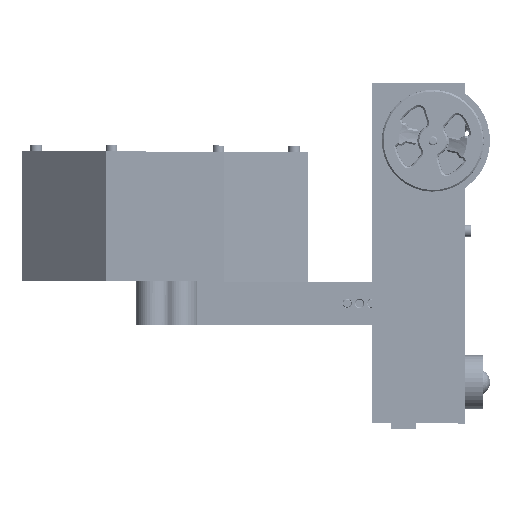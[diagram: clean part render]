
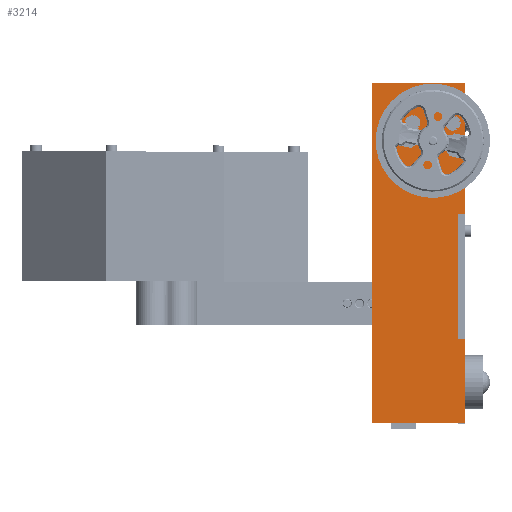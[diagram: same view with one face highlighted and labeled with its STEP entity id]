
A CAD part, left-side view. The second image highlights one B-rep face of the part: STEP entity #3214.
In plain terms, the highlighted planar face has unit normal (-1, 0, 0).
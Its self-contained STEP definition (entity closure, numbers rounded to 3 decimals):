
#2=DIRECTION('',(0.,0.,1.));
#3=VECTOR('',#2,110.);
#4=CARTESIAN_POINT('',(-52.5,0.,-50.));
#5=LINE('',#4,#3);
#34=CARTESIAN_POINT('',(-52.5,-13.25,26.95));
#35=DIRECTION('',(1.,0.,0.));
#36=DIRECTION('',(0.,0.,-1.));
#37=AXIS2_PLACEMENT_3D('',#34,#35,#36);
#39=CARTESIAN_POINT('',(-52.5,-13.25,26.95));
#40=DIRECTION('',(1.,0.,0.));
#41=DIRECTION('',(0.,0.,1.));
#42=AXIS2_PLACEMENT_3D('',#39,#40,#41);
#44=CARTESIAN_POINT('',(-52.5,-13.25,46.95));
#45=DIRECTION('',(1.,0.,0.));
#46=DIRECTION('',(0.,0.,-1.));
#47=AXIS2_PLACEMENT_3D('',#44,#45,#46);
#49=CARTESIAN_POINT('',(-52.5,-13.25,46.95));
#50=DIRECTION('',(1.,0.,0.));
#51=DIRECTION('',(0.,0.,1.));
#52=AXIS2_PLACEMENT_3D('',#49,#50,#51);
#54=CARTESIAN_POINT('',(-52.5,-26.25,26.95));
#55=DIRECTION('',(1.,0.,0.));
#56=DIRECTION('',(0.,0.,1.));
#57=AXIS2_PLACEMENT_3D('',#54,#55,#56);
#59=CARTESIAN_POINT('',(-52.5,-26.25,26.95));
#60=DIRECTION('',(1.,0.,0.));
#61=DIRECTION('',(0.,0.,-1.));
#62=AXIS2_PLACEMENT_3D('',#59,#60,#61);
#64=CARTESIAN_POINT('',(-52.5,-26.25,46.95));
#65=DIRECTION('',(1.,0.,0.));
#66=DIRECTION('',(0.,0.,1.));
#67=AXIS2_PLACEMENT_3D('',#64,#65,#66);
#69=CARTESIAN_POINT('',(-52.5,-26.25,46.95));
#70=DIRECTION('',(1.,0.,0.));
#71=DIRECTION('',(0.,0.,-1.));
#72=AXIS2_PLACEMENT_3D('',#69,#70,#71);
#74=DIRECTION('',(0.,0.,1.));
#75=VECTOR('',#74,40.5);
#76=CARTESIAN_POINT('',(-52.5,-28.,-23.));
#77=LINE('',#76,#75);
#78=DIRECTION('',(0.,1.,0.));
#79=VECTOR('',#78,2.);
#80=CARTESIAN_POINT('',(-52.5,-30.,-23.));
#81=LINE('',#80,#79);
#82=DIRECTION('',(0.,-1.,0.));
#83=VECTOR('',#82,30.);
#84=CARTESIAN_POINT('',(-52.5,0.,-50.));
#85=LINE('',#84,#83);
#86=DIRECTION('',(0.,1.,0.));
#87=VECTOR('',#86,10.25);
#88=CARTESIAN_POINT('',(-52.5,-30.,43.2));
#89=LINE('',#88,#87);
#90=CARTESIAN_POINT('',(-52.5,-19.75,41.2));
#91=DIRECTION('',(1.,0.,0.));
#92=DIRECTION('',(0.,0.,-1.));
#93=AXIS2_PLACEMENT_3D('',#90,#91,#92);
#95=DIRECTION('',(0.,1.,0.));
#96=VECTOR('',#95,10.25);
#97=CARTESIAN_POINT('',(-52.5,-30.,39.2));
#98=LINE('',#97,#96);
#99=DIRECTION('',(0.,1.,0.));
#100=VECTOR('',#99,2.);
#101=CARTESIAN_POINT('',(-52.5,-30.,17.5));
#102=LINE('',#101,#100);
#678=DIRECTION('',(0.,0.,1.));
#679=VECTOR('',#678,16.8);
#680=CARTESIAN_POINT('',(-52.5,-30.,43.2));
#681=LINE('',#680,#679);
#718=DIRECTION('',(0.,0.,1.));
#719=VECTOR('',#718,27.);
#720=CARTESIAN_POINT('',(-52.5,-30.,-50.));
#721=LINE('',#720,#719);
#738=DIRECTION('',(0.,0.,1.));
#739=VECTOR('',#738,21.7);
#740=CARTESIAN_POINT('',(-52.5,-30.,17.5));
#741=LINE('',#740,#739);
#866=DIRECTION('',(0.,-1.,0.));
#867=VECTOR('',#866,30.);
#868=CARTESIAN_POINT('',(-52.5,0.,60.));
#869=LINE('',#868,#867);
#2390=CARTESIAN_POINT('',(-52.5,0.,-50.));
#2391=CARTESIAN_POINT('',(-52.5,0.,60.));
#2392=VERTEX_POINT('',#2390);
#2393=VERTEX_POINT('',#2391);
#2398=CARTESIAN_POINT('',(-52.5,-30.,-50.));
#2399=VERTEX_POINT('',#2398);
#2400=CARTESIAN_POINT('',(-52.5,-30.,60.));
#2401=VERTEX_POINT('',#2400);
#2494=CARTESIAN_POINT('',(-52.5,-13.25,24.95));
#2495=CARTESIAN_POINT('',(-52.5,-13.25,28.95));
#2496=VERTEX_POINT('',#2494);
#2497=VERTEX_POINT('',#2495);
#2502=CARTESIAN_POINT('',(-52.5,-13.25,44.95));
#2503=CARTESIAN_POINT('',(-52.5,-13.25,48.95));
#2504=VERTEX_POINT('',#2502);
#2505=VERTEX_POINT('',#2503);
#2510=CARTESIAN_POINT('',(-52.5,-26.25,28.95));
#2511=CARTESIAN_POINT('',(-52.5,-26.25,24.95));
#2512=VERTEX_POINT('',#2510);
#2513=VERTEX_POINT('',#2511);
#2518=CARTESIAN_POINT('',(-52.5,-26.25,48.95));
#2519=CARTESIAN_POINT('',(-52.5,-26.25,44.95));
#2520=VERTEX_POINT('',#2518);
#2521=VERTEX_POINT('',#2519);
#2558=CARTESIAN_POINT('',(-52.5,-30.,43.2));
#2560=VERTEX_POINT('',#2558);
#2566=CARTESIAN_POINT('',(-52.5,-30.,39.2));
#2568=VERTEX_POINT('',#2566);
#2574=CARTESIAN_POINT('',(-52.5,-19.75,39.2));
#2575=CARTESIAN_POINT('',(-52.5,-19.75,43.2));
#2576=VERTEX_POINT('',#2574);
#2577=VERTEX_POINT('',#2575);
#3054=CARTESIAN_POINT('',(-52.5,-30.,17.5));
#3056=VERTEX_POINT('',#3054);
#3058=CARTESIAN_POINT('',(-52.5,-30.,-23.));
#3060=VERTEX_POINT('',#3058);
#3070=CARTESIAN_POINT('',(-52.5,-28.,-23.));
#3071=CARTESIAN_POINT('',(-52.5,-28.,17.5));
#3072=VERTEX_POINT('',#3070);
#3073=VERTEX_POINT('',#3071);
#3160=CARTESIAN_POINT('',(-52.5,0.,-50.));
#3161=DIRECTION('',(-1.,0.,0.));
#3162=DIRECTION('',(0.,0.,1.));
#3163=AXIS2_PLACEMENT_3D('',#3160,#3161,#3162);
#3164=PLANE('',#3163);
#3166=ORIENTED_EDGE('',*,*,#3165,.F.);
#3168=ORIENTED_EDGE('',*,*,#3167,.F.);
#3170=ORIENTED_EDGE('',*,*,#3169,.F.);
#3172=ORIENTED_EDGE('',*,*,#3171,.F.);
#3173=ORIENTED_EDGE('',*,*,#3131,.T.);
#3175=ORIENTED_EDGE('',*,*,#3174,.T.);
#3177=ORIENTED_EDGE('',*,*,#3176,.F.);
#3179=ORIENTED_EDGE('',*,*,#3178,.T.);
#3181=ORIENTED_EDGE('',*,*,#3180,.F.);
#3183=ORIENTED_EDGE('',*,*,#3182,.F.);
#3185=ORIENTED_EDGE('',*,*,#3184,.F.);
#3187=ORIENTED_EDGE('',*,*,#3186,.T.);
#3188=EDGE_LOOP('',(#3166,#3168,#3170,#3172,#3173,#3175,#3177,#3179,#3181,#3183,
#3185,#3187));
#3189=FACE_OUTER_BOUND('',#3188,.F.);
#3191=ORIENTED_EDGE('',*,*,#3190,.F.);
#3193=ORIENTED_EDGE('',*,*,#3192,.F.);
#3194=EDGE_LOOP('',(#3191,#3193));
#3195=FACE_BOUND('',#3194,.F.);
#3197=ORIENTED_EDGE('',*,*,#3196,.F.);
#3199=ORIENTED_EDGE('',*,*,#3198,.F.);
#3200=EDGE_LOOP('',(#3197,#3199));
#3201=FACE_BOUND('',#3200,.F.);
#3203=ORIENTED_EDGE('',*,*,#3202,.F.);
#3205=ORIENTED_EDGE('',*,*,#3204,.F.);
#3206=EDGE_LOOP('',(#3203,#3205));
#3207=FACE_BOUND('',#3206,.F.);
#3209=ORIENTED_EDGE('',*,*,#3208,.F.);
#3211=ORIENTED_EDGE('',*,*,#3210,.F.);
#3212=EDGE_LOOP('',(#3209,#3211));
#3213=FACE_BOUND('',#3212,.F.);
#3214=ADVANCED_FACE('',(#3189,#3195,#3201,#3207,#3213),#3164,.T.);
#38=CIRCLE('',#37,2.);
#43=CIRCLE('',#42,2.);
#48=CIRCLE('',#47,2.);
#53=CIRCLE('',#52,2.);
#58=CIRCLE('',#57,2.);
#63=CIRCLE('',#62,2.);
#68=CIRCLE('',#67,2.);
#73=CIRCLE('',#72,2.);
#94=CIRCLE('',#93,2.);
#3131=EDGE_CURVE('',#2392,#2393,#5,.T.);
#3165=EDGE_CURVE('',#3072,#3073,#77,.T.);
#3167=EDGE_CURVE('',#3060,#3072,#81,.T.);
#3169=EDGE_CURVE('',#2399,#3060,#721,.T.);
#3171=EDGE_CURVE('',#2392,#2399,#85,.T.);
#3174=EDGE_CURVE('',#2393,#2401,#869,.T.);
#3176=EDGE_CURVE('',#2560,#2401,#681,.T.);
#3178=EDGE_CURVE('',#2560,#2577,#89,.T.);
#3180=EDGE_CURVE('',#2576,#2577,#94,.T.);
#3182=EDGE_CURVE('',#2568,#2576,#98,.T.);
#3184=EDGE_CURVE('',#3056,#2568,#741,.T.);
#3186=EDGE_CURVE('',#3056,#3073,#102,.T.);
#3190=EDGE_CURVE('',#2504,#2505,#48,.T.);
#3192=EDGE_CURVE('',#2505,#2504,#53,.T.);
#3196=EDGE_CURVE('',#2512,#2513,#58,.T.);
#3198=EDGE_CURVE('',#2513,#2512,#63,.T.);
#3202=EDGE_CURVE('',#2520,#2521,#68,.T.);
#3204=EDGE_CURVE('',#2521,#2520,#73,.T.);
#3208=EDGE_CURVE('',#2496,#2497,#38,.T.);
#3210=EDGE_CURVE('',#2497,#2496,#43,.T.);
